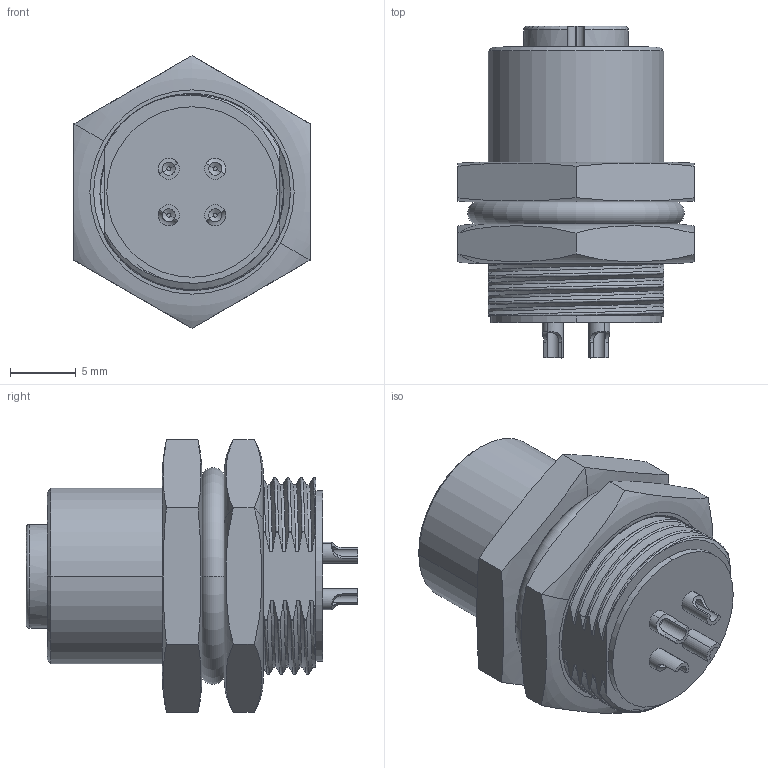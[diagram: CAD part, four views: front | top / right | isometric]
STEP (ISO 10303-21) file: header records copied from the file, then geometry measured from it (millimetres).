
FILE_DESCRIPTION((''),'2;1');
FILE_NAME('4MT3000-W04301','2015-10-23T',('strong-c'),(''),'PRO/ENGINEER BY PARAMETRIC TECHNOLOGY CORPORATION, 2010160','PRO/ENGINEER BY PARAMETRIC TECHNOLOGY CORPORATION, 2010160','');
FILE_SCHEMA(('CONFIG_CONTROL_DESIGN'));
Length unit declared in the file: millimetre
Products named in the file (1): 4MT3000-W04301
Bounding box: 18 x 25.3 x 20.78 mm (x, y, z)
Volume: 3462 mm3; surface area: 3824.1 mm2
Topology: 1 solids, 25 shells, 465 faces, 1199 edges, 761 vertices
Faces by surface type: cylinder 167, plane 117, bspline 81, cone 67, torus 33
Entity records: 30375 total; most frequent: CARTESIAN_POINT 19661, ORIENTED_EDGE 2352, DIRECTION 2016, EDGE_CURVE 1178, AXIS2_PLACEMENT_3D 821, VERTEX_POINT 761, EDGE_LOOP 514, FACE_OUTER_BOUND 465
